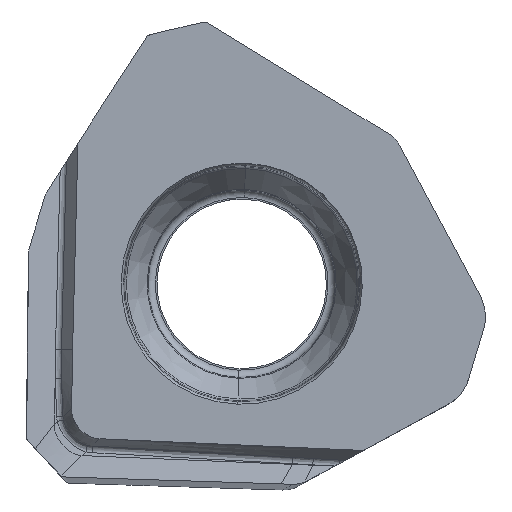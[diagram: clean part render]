
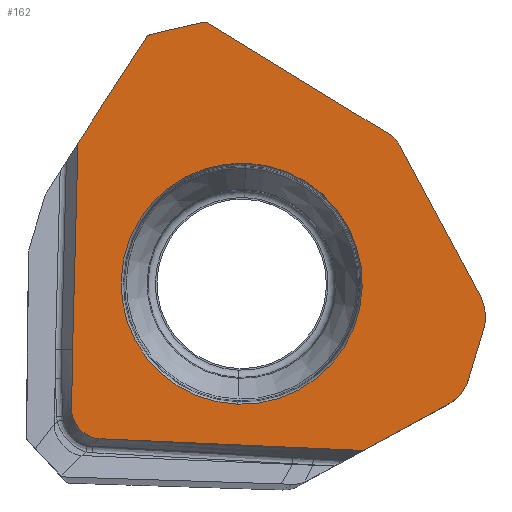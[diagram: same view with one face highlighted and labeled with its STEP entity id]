
A CAD part, top view. The second image highlights one B-rep face of the part: STEP entity #162.
In plain terms, the highlighted planar face has unit normal (0, 0, 1).
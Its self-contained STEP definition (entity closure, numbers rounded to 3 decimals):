
#104=FACE_BOUND('',#414,.T.);
#105=FACE_BOUND('',#415,.T.);
#162=ADVANCED_FACE('',(#104,#105),#240,.T.);
#240=PLANE('',#2130);
#414=EDGE_LOOP('',(#671,#672,#673,#674,#675,#676,#677,#678,#679,#680,#681,
#682,#683,#684,#685));
#415=EDGE_LOOP('',(#686,#687));
#671=ORIENTED_EDGE('',*,*,#1291,.T.);
#672=ORIENTED_EDGE('',*,*,#1292,.T.);
#673=ORIENTED_EDGE('',*,*,#1293,.T.);
#674=ORIENTED_EDGE('',*,*,#1294,.T.);
#675=ORIENTED_EDGE('',*,*,#1295,.T.);
#676=ORIENTED_EDGE('',*,*,#1296,.T.);
#677=ORIENTED_EDGE('',*,*,#1297,.F.);
#678=ORIENTED_EDGE('',*,*,#1298,.F.);
#679=ORIENTED_EDGE('',*,*,#1299,.F.);
#680=ORIENTED_EDGE('',*,*,#1300,.F.);
#681=ORIENTED_EDGE('',*,*,#1301,.T.);
#682=ORIENTED_EDGE('',*,*,#1302,.T.);
#683=ORIENTED_EDGE('',*,*,#1303,.T.);
#684=ORIENTED_EDGE('',*,*,#1304,.T.);
#685=ORIENTED_EDGE('',*,*,#1305,.T.);
#686=ORIENTED_EDGE('',*,*,#1306,.T.);
#687=ORIENTED_EDGE('',*,*,#1290,.T.);
#1093=VERTEX_POINT('',#3162);
#1094=VERTEX_POINT('',#3164);
#1095=VERTEX_POINT('',#3168);
#1096=VERTEX_POINT('',#3169);
#1097=VERTEX_POINT('',#3171);
#1098=VERTEX_POINT('',#3173);
#1099=VERTEX_POINT('',#3175);
#1100=VERTEX_POINT('',#3177);
#1101=VERTEX_POINT('',#3179);
#1102=VERTEX_POINT('',#3181);
#1103=VERTEX_POINT('',#3188);
#1104=VERTEX_POINT('',#3204);
#1105=VERTEX_POINT('',#3211);
#1106=VERTEX_POINT('',#3213);
#1107=VERTEX_POINT('',#3215);
#1108=VERTEX_POINT('',#3217);
#1109=VERTEX_POINT('',#3219);
#1290=EDGE_CURVE('',#1093,#1094,#1609,.T.);
#1291=EDGE_CURVE('',#1095,#1096,#1610,.T.);
#1292=EDGE_CURVE('',#1096,#1097,#1758,.T.);
#1293=EDGE_CURVE('',#1097,#1098,#1611,.T.);
#1294=EDGE_CURVE('',#1098,#1099,#1759,.T.);
#1295=EDGE_CURVE('',#1099,#1100,#1612,.T.);
#1296=EDGE_CURVE('',#1100,#1101,#1613,.T.);
#1297=EDGE_CURVE('',#1102,#1101,#1760,.T.);
#1298=EDGE_CURVE('',#1103,#1102,#1486,.T.);
#1299=EDGE_CURVE('',#1104,#1103,#1487,.T.);
#1300=EDGE_CURVE('',#1105,#1104,#1488,.T.);
#1301=EDGE_CURVE('',#1105,#1106,#1761,.T.);
#1302=EDGE_CURVE('',#1106,#1107,#1614,.T.);
#1303=EDGE_CURVE('',#1107,#1108,#1762,.T.);
#1304=EDGE_CURVE('',#1108,#1109,#1615,.T.);
#1305=EDGE_CURVE('',#1109,#1095,#1763,.T.);
#1306=EDGE_CURVE('',#1094,#1093,#1616,.T.);
#1486=B_SPLINE_CURVE_WITH_KNOTS('',3,(#3182,#3183,#3184,#3185,#3186,#3187),
 .UNSPECIFIED.,.F.,.F.,(4,1,1,4),(0.,0.333,0.667,1.),
 .UNSPECIFIED.);
#1487=B_SPLINE_CURVE_WITH_KNOTS('',3,(#3189,#3190,#3191,#3192,#3193,#3194,
#3195,#3196,#3197,#3198,#3199,#3200,#3201,#3202,#3203),.UNSPECIFIED.,.F.,
 .F.,(4,1,1,1,1,1,1,1,1,1,1,1,4),(0.,0.083,0.167,0.25,
0.333,0.417,0.5,0.583,0.667,0.75,
0.833,0.917,1.),.UNSPECIFIED.);
#1488=B_SPLINE_CURVE_WITH_KNOTS('',3,(#3205,#3206,#3207,#3208,#3209,#3210),
 .UNSPECIFIED.,.F.,.F.,(4,1,1,4),(0.,0.333,0.667,1.),
 .UNSPECIFIED.);
#1609=CIRCLE('',#2121,4.126);
#1610=CIRCLE('',#2123,1.);
#1611=CIRCLE('',#2124,0.2);
#1612=CIRCLE('',#2125,0.2);
#1613=CIRCLE('',#2126,500.);
#1614=CIRCLE('',#2127,1.5);
#1615=CIRCLE('',#2128,1.5);
#1616=CIRCLE('',#2129,4.126);
#1758=LINE('',#3170,#1865);
#1759=LINE('',#3174,#1866);
#1760=LINE('',#3180,#1867);
#1761=LINE('',#3212,#1868);
#1762=LINE('',#3216,#1869);
#1763=LINE('',#3220,#1870);
#1865=VECTOR('',#2450,1.);
#1866=VECTOR('',#2453,1.);
#1867=VECTOR('',#2458,1.);
#1868=VECTOR('',#2459,1.);
#1869=VECTOR('',#2462,1.);
#1870=VECTOR('',#2465,1.);
#2121=AXIS2_PLACEMENT_3D('',#3165,#2444,#2445);
#2123=AXIS2_PLACEMENT_3D('',#3167,#2448,#2449);
#2124=AXIS2_PLACEMENT_3D('',#3172,#2451,#2452);
#2125=AXIS2_PLACEMENT_3D('',#3176,#2454,#2455);
#2126=AXIS2_PLACEMENT_3D('',#3178,#2456,#2457);
#2127=AXIS2_PLACEMENT_3D('',#3214,#2460,#2461);
#2128=AXIS2_PLACEMENT_3D('',#3218,#2463,#2464);
#2129=AXIS2_PLACEMENT_3D('',#3221,#2466,#2467);
#2130=AXIS2_PLACEMENT_3D('',#3222,#2468,#2469);
#2444=DIRECTION('',(0.,0.,-1.));
#2445=DIRECTION('',(-0.032,-0.999,0.));
#2448=DIRECTION('',(0.,0.,1.));
#2449=DIRECTION('',(0.882,0.472,0.));
#2450=DIRECTION('',(-0.853,0.522,0.));
#2451=DIRECTION('',(0.,0.,1.));
#2452=DIRECTION('',(0.522,0.853,0.));
#2453=DIRECTION('',(-0.973,-0.231,0.));
#2454=DIRECTION('',(0.,0.,1.));
#2455=DIRECTION('',(-0.231,0.973,0.));
#2456=DIRECTION('',(0.,0.,1.));
#2457=DIRECTION('',(-0.838,0.546,0.));
#2458=DIRECTION('',(0.026,1.,0.));
#2459=DIRECTION('',(0.879,0.477,0.));
#2460=DIRECTION('',(0.,0.,1.));
#2461=DIRECTION('',(0.477,-0.879,0.));
#2462=DIRECTION('',(0.287,0.958,0.));
#2463=DIRECTION('',(0.,0.,1.));
#2464=DIRECTION('',(0.958,-0.287,0.));
#2465=DIRECTION('',(-0.472,0.882,0.));
#2466=DIRECTION('',(0.,0.,-1.));
#2467=DIRECTION('',(0.032,0.999,0.));
#2468=DIRECTION('',(0.,0.,1.));
#2469=DIRECTION('',(0.958,-0.287,0.));
#3162=CARTESIAN_POINT('',(-0.132,-4.124,6.3));
#3164=CARTESIAN_POINT('',(0.132,4.124,6.3));
#3165=CARTESIAN_POINT('',(0.,0.,6.3));
#3167=CARTESIAN_POINT('',(4.522,4.266,6.3));
#3168=CARTESIAN_POINT('',(5.403,4.738,6.3));
#3169=CARTESIAN_POINT('',(5.044,5.119,6.3));
#3170=CARTESIAN_POINT('',(5.044,5.119,6.3));
#3171=CARTESIAN_POINT('',(-1.171,8.927,6.3));
#3172=CARTESIAN_POINT('',(-1.276,8.757,6.3));
#3173=CARTESIAN_POINT('',(-1.322,8.952,6.3));
#3174=CARTESIAN_POINT('',(-1.322,8.952,6.3));
#3175=CARTESIAN_POINT('',(-3.14,8.521,6.3));
#3176=CARTESIAN_POINT('',(-3.094,8.326,6.3));
#3177=CARTESIAN_POINT('',(-3.262,8.435,6.3));
#3178=CARTESIAN_POINT('',(415.713,-264.439,6.3));
#3179=CARTESIAN_POINT('',(-5.603,4.807,6.3));
#3180=CARTESIAN_POINT('',(-5.695,1.296,6.3));
#3181=CARTESIAN_POINT('',(-5.787,-2.252,6.3));
#3182=CARTESIAN_POINT('',(-5.819,-4.287,6.3));
#3183=CARTESIAN_POINT('',(-5.818,-4.052,6.3));
#3184=CARTESIAN_POINT('',(-5.814,-3.586,6.3));
#3185=CARTESIAN_POINT('',(-5.803,-2.908,6.3));
#3186=CARTESIAN_POINT('',(-5.793,-2.468,6.3));
#3187=CARTESIAN_POINT('',(-5.787,-2.252,6.3));
#3188=CARTESIAN_POINT('',(-5.819,-4.287,6.3));
#3189=CARTESIAN_POINT('',(-4.848,-5.306,6.3));
#3190=CARTESIAN_POINT('',(-4.892,-5.304,6.3));
#3191=CARTESIAN_POINT('',(-4.977,-5.294,6.3));
#3192=CARTESIAN_POINT('',(-5.102,-5.263,6.3));
#3193=CARTESIAN_POINT('',(-5.222,-5.217,6.3));
#3194=CARTESIAN_POINT('',(-5.335,-5.155,6.3));
#3195=CARTESIAN_POINT('',(-5.442,-5.079,6.3));
#3196=CARTESIAN_POINT('',(-5.538,-4.99,6.3));
#3197=CARTESIAN_POINT('',(-5.622,-4.889,6.3));
#3198=CARTESIAN_POINT('',(-5.693,-4.78,6.3));
#3199=CARTESIAN_POINT('',(-5.749,-4.663,6.3));
#3200=CARTESIAN_POINT('',(-5.789,-4.542,6.3));
#3201=CARTESIAN_POINT('',(-5.814,-4.416,6.3));
#3202=CARTESIAN_POINT('',(-5.819,-4.331,6.3));
#3203=CARTESIAN_POINT('',(-5.819,-4.287,6.3));
#3204=CARTESIAN_POINT('',(-4.848,-5.306,6.3));
#3205=CARTESIAN_POINT('',(4.159,-5.707,6.3));
#3206=CARTESIAN_POINT('',(3.19,-5.664,6.3));
#3207=CARTESIAN_POINT('',(1.231,-5.576,6.3));
#3208=CARTESIAN_POINT('',(-1.772,-5.442,6.3));
#3209=CARTESIAN_POINT('',(-3.816,-5.352,6.3));
#3210=CARTESIAN_POINT('',(-4.848,-5.306,6.3));
#3211=CARTESIAN_POINT('',(4.159,-5.707,6.3));
#3212=CARTESIAN_POINT('',(4.159,-5.707,6.3));
#3213=CARTESIAN_POINT('',(7.049,-4.138,6.3));
#3214=CARTESIAN_POINT('',(6.333,-2.82,6.3));
#3215=CARTESIAN_POINT('',(7.77,-3.25,6.3));
#3216=CARTESIAN_POINT('',(7.77,-3.25,6.3));
#3217=CARTESIAN_POINT('',(8.278,-1.555,6.3));
#3218=CARTESIAN_POINT('',(6.841,-1.124,6.3));
#3219=CARTESIAN_POINT('',(8.163,-0.416,6.3));
#3220=CARTESIAN_POINT('',(8.163,-0.416,6.3));
#3221=CARTESIAN_POINT('',(0.,0.,6.3));
#3222=CARTESIAN_POINT('',(0.,0.,6.3));
